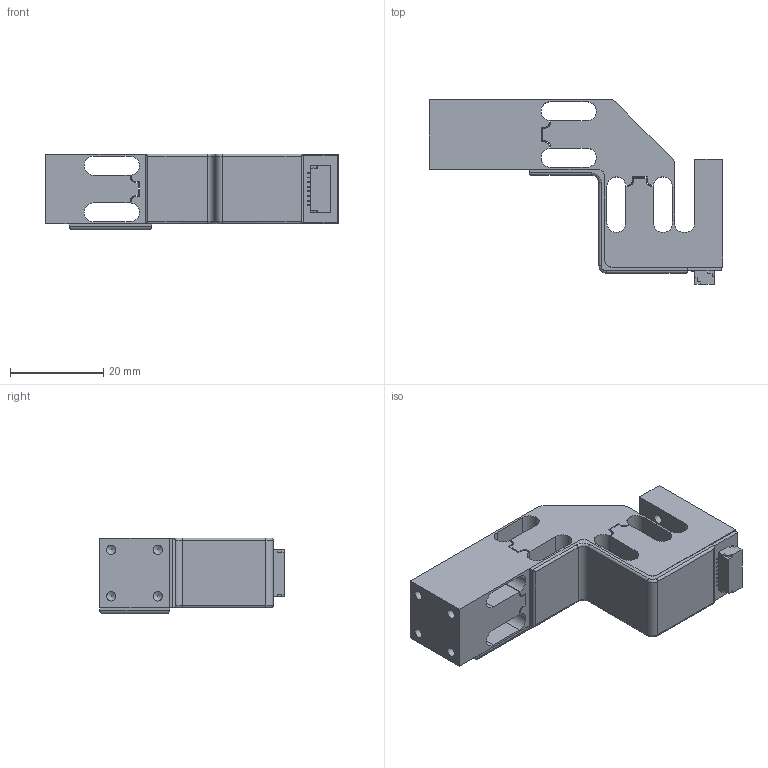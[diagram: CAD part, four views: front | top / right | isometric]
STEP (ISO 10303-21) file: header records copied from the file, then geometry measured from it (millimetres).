
FILE_DESCRIPTION(/* description */ (''),/* implementation_level */ '2;1');
FILE_NAME(/* name */ 'QMA147-Assembly-001.iam.stp',/* time_stamp */ '2019-07-19T15:54:48-07:00',/* author */ ('richard'),/* organization */ (''),/* preprocessor_version */ 'ST-DEVELOPER v16.13',/* originating_system */ 'Autodesk Inventor 2018',/* authorisation */ '');
FILE_SCHEMA (('AUTOMOTIVE_DESIGN { 1 0 10303 214 3 1 1 }'));
Length unit declared in the file: inch
Products named in the file (1): QMA147-Assembly_Shrinkwrap_1
Bounding box: 63 x 39.69 x 16.28 mm (x, y, z)
Volume: 15096.5 mm3; surface area: 9288.2 mm2
Topology: 1 solids, 1 shells, 253 faces, 705 edges, 463 vertices
Faces by surface type: plane 185, cylinder 58, cone 6, torus 4
Full cylindrical faces by diameter (mm): 2.007 x8
Entity records: 8229 total; most frequent: CARTESIAN_POINT 1392, ORIENTED_EDGE 1366, DIRECTION 1305, EDGE_CURVE 683, LINE 569, VECTOR 569, VERTEX_POINT 455, AXIS2_PLACEMENT_3D 368
